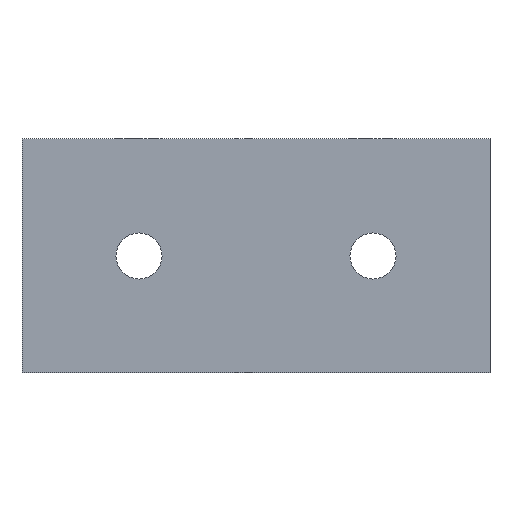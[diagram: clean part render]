
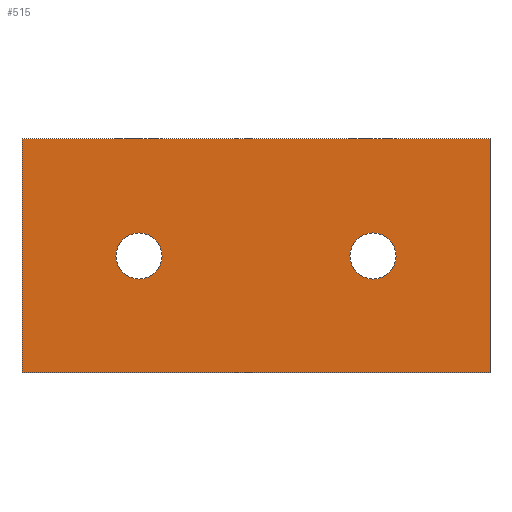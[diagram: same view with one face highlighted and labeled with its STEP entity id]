
A CAD part, left-side view. The second image highlights one B-rep face of the part: STEP entity #515.
In plain terms, the highlighted planar face has unit normal (-1, 0, 0).
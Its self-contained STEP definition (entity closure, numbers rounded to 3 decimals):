
#2 = CARTESIAN_POINT ( 'NONE',  ( -2., 50.8, 2. ) ) ;
#3 = AXIS2_PLACEMENT_3D ( 'NONE', #84, #361, #135 ) ;
#14 = LINE ( 'NONE', #586, #501 ) ;
#27 = VERTEX_POINT ( 'NONE', #182 ) ;
#33 = EDGE_CURVE ( 'NONE', #27, #459, #360, .T. ) ;
#37 = EDGE_CURVE ( 'NONE', #321, #390, #140, .T. ) ;
#42 = DIRECTION ( 'NONE',  ( 0., 0., 1. ) ) ;
#55 = DIRECTION ( 'NONE',  ( -1., 0., 0. ) ) ;
#58 = VECTOR ( 'NONE', #42, 1000. ) ;
#59 = ORIENTED_EDGE ( 'NONE', *, *, #282, .F. ) ;
#76 = EDGE_LOOP ( 'NONE', ( #89, #59 ) ) ;
#84 = CARTESIAN_POINT ( 'NONE',  ( -2., 50.8, 2. ) ) ;
#89 = ORIENTED_EDGE ( 'NONE', *, *, #477, .F. ) ;
#135 = DIRECTION ( 'NONE',  ( 0., 0., -1. ) ) ;
#140 = CIRCLE ( 'NONE', #370, 2.5 ) ;
#160 = CARTESIAN_POINT ( 'NONE',  ( -2., 38.1, -13.2 ) ) ;
#161 = CARTESIAN_POINT ( 'NONE',  ( -2., 38.1, -8.2 ) ) ;
#165 = CIRCLE ( 'NONE', #582, 2.5 ) ;
#169 = EDGE_CURVE ( 'NONE', #233, #27, #14, .T. ) ;
#182 = CARTESIAN_POINT ( 'NONE',  ( -2., 0., -23.4 ) ) ;
#201 = LINE ( 'NONE', #500, #422 ) ;
#204 = AXIS2_PLACEMENT_3D ( 'NONE', #599, #312, #403 ) ;
#208 = FACE_BOUND ( 'NONE', #468, .T. ) ;
#218 = DIRECTION ( 'NONE',  ( 0., 0., 1. ) ) ;
#225 = CARTESIAN_POINT ( 'NONE',  ( -2., 38.1, -10.7 ) ) ;
#226 = VERTEX_POINT ( 'NONE', #439 ) ;
#229 = ORIENTED_EDGE ( 'NONE', *, *, #441, .F. ) ;
#231 = LINE ( 'NONE', #2, #58 ) ;
#233 = VERTEX_POINT ( 'NONE', #438 ) ;
#247 = VECTOR ( 'NONE', #288, 1000. ) ;
#268 = DIRECTION ( 'NONE',  ( 0., -1., 0. ) ) ;
#280 = PLANE ( 'NONE',  #3 ) ;
#282 = EDGE_CURVE ( 'NONE', #551, #226, #557, .T. ) ;
#288 = DIRECTION ( 'NONE',  ( 0., 0., 1. ) ) ;
#294 = ORIENTED_EDGE ( 'NONE', *, *, #33, .T. ) ;
#307 = CARTESIAN_POINT ( 'NONE',  ( -2., 12.7, -10.7 ) ) ;
#312 = DIRECTION ( 'NONE',  ( -1., 0., 0. ) ) ;
#321 = VERTEX_POINT ( 'NONE', #160 ) ;
#323 = DIRECTION ( 'NONE',  ( -1., 0., 0. ) ) ;
#327 = DIRECTION ( 'NONE',  ( 0., 0., 1. ) ) ;
#328 = CARTESIAN_POINT ( 'NONE',  ( -2., 12.7, -13.2 ) ) ;
#340 = EDGE_LOOP ( 'NONE', ( #294, #452, #474, #545 ) ) ;
#360 = LINE ( 'NONE', #484, #247 ) ;
#361 = DIRECTION ( 'NONE',  ( 1., 0., 0. ) ) ;
#369 = CARTESIAN_POINT ( 'NONE',  ( -2., 0., 2. ) ) ;
#370 = AXIS2_PLACEMENT_3D ( 'NONE', #475, #55, #327 ) ;
#390 = VERTEX_POINT ( 'NONE', #161 ) ;
#393 = EDGE_CURVE ( 'NONE', #463, #459, #201, .T. ) ;
#403 = DIRECTION ( 'NONE',  ( 0., 0., 1. ) ) ;
#411 = ORIENTED_EDGE ( 'NONE', *, *, #37, .F. ) ;
#422 = VECTOR ( 'NONE', #268, 1000. ) ;
#438 = CARTESIAN_POINT ( 'NONE',  ( -2., 50.8, -23.4 ) ) ;
#439 = CARTESIAN_POINT ( 'NONE',  ( -2., 12.7, -8.2 ) ) ;
#441 = EDGE_CURVE ( 'NONE', #390, #321, #165, .T. ) ;
#444 = DIRECTION ( 'NONE',  ( 0., 0., 1. ) ) ;
#448 = DIRECTION ( 'NONE',  ( -1., 0., 0. ) ) ;
#450 = EDGE_CURVE ( 'NONE', #233, #463, #231, .T. ) ;
#452 = ORIENTED_EDGE ( 'NONE', *, *, #393, .F. ) ;
#459 = VERTEX_POINT ( 'NONE', #369 ) ;
#463 = VERTEX_POINT ( 'NONE', #554 ) ;
#468 = EDGE_LOOP ( 'NONE', ( #229, #411 ) ) ;
#470 = FACE_OUTER_BOUND ( 'NONE', #340, .T. ) ;
#474 = ORIENTED_EDGE ( 'NONE', *, *, #450, .F. ) ;
#475 = CARTESIAN_POINT ( 'NONE',  ( -2., 38.1, -10.7 ) ) ;
#477 = EDGE_CURVE ( 'NONE', #226, #551, #542, .T. ) ;
#484 = CARTESIAN_POINT ( 'NONE',  ( -2., 0., 2. ) ) ;
#500 = CARTESIAN_POINT ( 'NONE',  ( -2., 50.8, 2. ) ) ;
#501 = VECTOR ( 'NONE', #534, 1000. ) ;
#513 = FACE_BOUND ( 'NONE', #76, .T. ) ;
#515 = ADVANCED_FACE ( 'NONE', ( #208, #513, #470 ), #280, .F. ) ;
#534 = DIRECTION ( 'NONE',  ( 0., -1., 0. ) ) ;
#542 = CIRCLE ( 'NONE', #204, 2.5 ) ;
#545 = ORIENTED_EDGE ( 'NONE', *, *, #169, .T. ) ;
#551 = VERTEX_POINT ( 'NONE', #328 ) ;
#554 = CARTESIAN_POINT ( 'NONE',  ( -2., 50.8, 2. ) ) ;
#557 = CIRCLE ( 'NONE', #563, 2.5 ) ;
#563 = AXIS2_PLACEMENT_3D ( 'NONE', #307, #448, #444 ) ;
#582 = AXIS2_PLACEMENT_3D ( 'NONE', #225, #323, #218 ) ;
#586 = CARTESIAN_POINT ( 'NONE',  ( -2., 50.8, -23.4 ) ) ;
#599 = CARTESIAN_POINT ( 'NONE',  ( -2., 12.7, -10.7 ) ) ;
